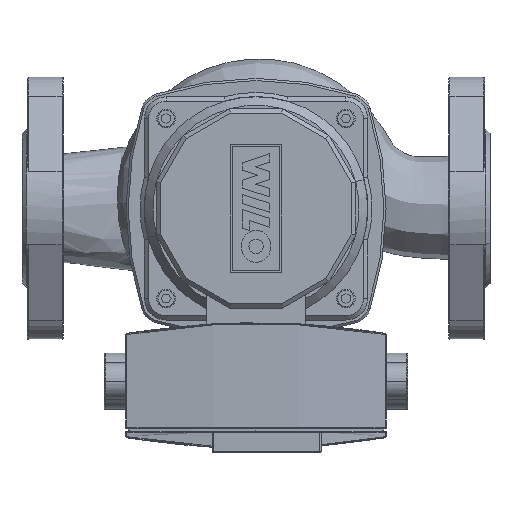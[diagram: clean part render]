
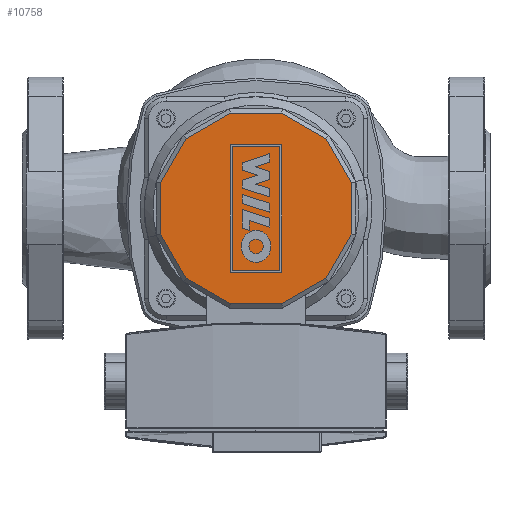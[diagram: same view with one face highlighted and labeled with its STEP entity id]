
A CAD part, front view. The second image highlights one B-rep face of the part: STEP entity #10758.
In plain terms, the highlighted planar face has unit normal (0, -1, 0).
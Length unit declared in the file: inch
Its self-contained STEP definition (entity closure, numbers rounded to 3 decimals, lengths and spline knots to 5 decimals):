
#10406=CARTESIAN_POINT('',(4.71416,-6.64075,1.73228));
#10407=VERTEX_POINT('',#10406);
#10408=CARTESIAN_POINT('',(5.51812,-6.64075,1.26812));
#10409=VERTEX_POINT('',#10408);
#10410=CARTESIAN_POINT('',(4.71416,-6.64075,1.73228));
#10411=DIRECTION('',(0.866,0.0,-0.5));
#10412=VECTOR('',#10411,0.92833);
#10413=LINE('',#10410,#10412);
#10414=EDGE_CURVE('',#10407,#10409,#10413,.T.);
#10437=CARTESIAN_POINT('',(5.98228,-6.64075,0.46416));
#10438=VERTEX_POINT('',#10437);
#10439=CARTESIAN_POINT('',(5.51812,-6.64075,1.26812));
#10440=DIRECTION('',(0.5,0.,-0.866));
#10441=VECTOR('',#10440,0.92833);
#10442=LINE('',#10439,#10441);
#10443=EDGE_CURVE('',#10409,#10438,#10442,.T.);
#10461=CARTESIAN_POINT('',(5.98228,-6.64075,-0.46416));
#10462=VERTEX_POINT('',#10461);
#10463=CARTESIAN_POINT('',(5.98228,-6.64075,0.46416));
#10464=DIRECTION('',(0.0,0.0,-1.0));
#10465=VECTOR('',#10464,0.92833);
#10466=LINE('',#10463,#10465);
#10467=EDGE_CURVE('',#10438,#10462,#10466,.T.);
#10492=CARTESIAN_POINT('',(5.51812,-6.64075,-1.26812));
#10493=VERTEX_POINT('',#10492);
#10494=CARTESIAN_POINT('',(5.98228,-6.64075,-0.46416));
#10495=DIRECTION('',(-0.5,0.,-0.866));
#10496=VECTOR('',#10495,0.92833);
#10497=LINE('',#10494,#10496);
#10498=EDGE_CURVE('',#10462,#10493,#10497,.T.);
#10523=CARTESIAN_POINT('',(4.71416,-6.64075,-1.73228));
#10524=VERTEX_POINT('',#10523);
#10525=CARTESIAN_POINT('',(5.51812,-6.64075,-1.26812));
#10526=DIRECTION('',(-0.866,0.0,-0.5));
#10527=VECTOR('',#10526,0.92833);
#10528=LINE('',#10525,#10527);
#10529=EDGE_CURVE('',#10493,#10524,#10528,.T.);
#10553=CARTESIAN_POINT('',(3.78584,-6.64075,-1.73228));
#10554=VERTEX_POINT('',#10553);
#10555=CARTESIAN_POINT('',(4.71416,-6.64075,-1.73228));
#10556=DIRECTION('',(-1.0,0.0,0.0));
#10557=VECTOR('',#10556,0.92833);
#10558=LINE('',#10555,#10557);
#10559=EDGE_CURVE('',#10524,#10554,#10558,.T.);
#10577=CARTESIAN_POINT('',(2.98188,-6.64075,-1.26812));
#10578=VERTEX_POINT('',#10577);
#10579=CARTESIAN_POINT('',(3.78584,-6.64075,-1.73228));
#10580=DIRECTION('',(-0.866,0.0,0.5));
#10581=VECTOR('',#10580,0.92833);
#10582=LINE('',#10579,#10581);
#10583=EDGE_CURVE('',#10554,#10578,#10582,.T.);
#10609=CARTESIAN_POINT('',(2.51772,-6.64075,-0.46416));
#10610=VERTEX_POINT('',#10609);
#10611=CARTESIAN_POINT('',(2.98188,-6.64075,-1.26812));
#10612=DIRECTION('',(-0.5,0.,0.866));
#10613=VECTOR('',#10612,0.92833);
#10614=LINE('',#10611,#10613);
#10615=EDGE_CURVE('',#10578,#10610,#10614,.T.);
#10638=CARTESIAN_POINT('',(2.51772,-6.64075,0.46416));
#10639=VERTEX_POINT('',#10638);
#10640=CARTESIAN_POINT('',(2.51772,-6.64075,-0.46416));
#10641=DIRECTION('',(0.0,0.0,1.0));
#10642=VECTOR('',#10641,0.92833);
#10643=LINE('',#10640,#10642);
#10644=EDGE_CURVE('',#10610,#10639,#10643,.T.);
#10662=CARTESIAN_POINT('',(2.98188,-6.64075,1.26812));
#10663=VERTEX_POINT('',#10662);
#10664=CARTESIAN_POINT('',(2.51772,-6.64075,0.46416));
#10665=DIRECTION('',(0.5,0.,0.866));
#10666=VECTOR('',#10665,0.92833);
#10667=LINE('',#10664,#10666);
#10668=EDGE_CURVE('',#10639,#10663,#10667,.T.);
#10686=CARTESIAN_POINT('',(3.78584,-6.64075,1.73228));
#10687=VERTEX_POINT('',#10686);
#10688=CARTESIAN_POINT('',(2.98188,-6.64075,1.26812));
#10689=DIRECTION('',(0.866,0.0,0.5));
#10690=VECTOR('',#10689,0.92833);
#10691=LINE('',#10688,#10690);
#10692=EDGE_CURVE('',#10663,#10687,#10691,.T.);
#10710=CARTESIAN_POINT('',(3.78584,-6.64075,1.73228));
#10711=DIRECTION('',(1.0,0.0,0.0));
#10712=VECTOR('',#10711,0.92833);
#10713=LINE('',#10710,#10712);
#10714=EDGE_CURVE('',#10687,#10407,#10713,.T.);
#10739=CARTESIAN_POINT('',(4.25,-6.64075,0.));
#10740=DIRECTION('',(0.0,-1.0,0.0));
#10741=DIRECTION('',(-1.0,0.0,0.0));
#10742=AXIS2_PLACEMENT_3D('',#10739,#10740,#10741);
#10743=PLANE('',#10742);
#10744=ORIENTED_EDGE('',*,*,#10414,.F.);
#10745=ORIENTED_EDGE('',*,*,#10714,.F.);
#10746=ORIENTED_EDGE('',*,*,#10692,.F.);
#10747=ORIENTED_EDGE('',*,*,#10668,.F.);
#10748=ORIENTED_EDGE('',*,*,#10644,.F.);
#10749=ORIENTED_EDGE('',*,*,#10615,.F.);
#10750=ORIENTED_EDGE('',*,*,#10583,.F.);
#10751=ORIENTED_EDGE('',*,*,#10559,.F.);
#10752=ORIENTED_EDGE('',*,*,#10529,.F.);
#10753=ORIENTED_EDGE('',*,*,#10498,.F.);
#10754=ORIENTED_EDGE('',*,*,#10467,.F.);
#10755=ORIENTED_EDGE('',*,*,#10443,.F.);
#10756=EDGE_LOOP('',(#10744,#10745,#10746,#10747,#10748,#10749,#10750,#10751,#10752,#10753,#10754,#10755));
#10757=FACE_OUTER_BOUND('',#10756,.T.);
#10758=ADVANCED_FACE('',(#10757),#10743,.T.);
